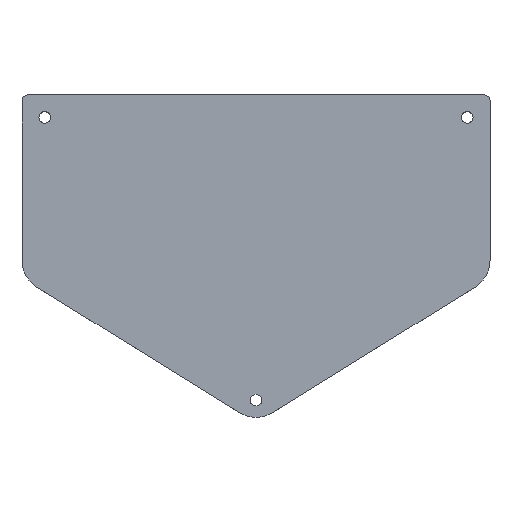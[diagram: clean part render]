
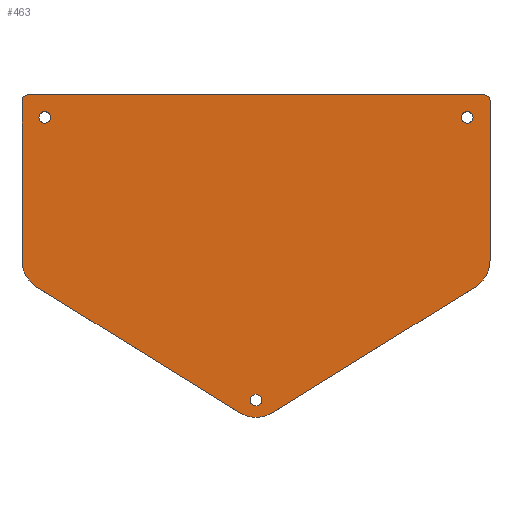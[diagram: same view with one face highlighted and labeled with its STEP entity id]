
A CAD part, top view. The second image highlights one B-rep face of the part: STEP entity #463.
In plain terms, the highlighted planar face has unit normal (0, 0, 1).
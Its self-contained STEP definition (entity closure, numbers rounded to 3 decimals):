
#24 = VERTEX_POINT('',#25);
#25 = CARTESIAN_POINT('',(70.268,43.554,3.397));
#31 = EDGE_CURVE('',#24,#32,#34,.T.);
#32 = VERTEX_POINT('',#33);
#33 = CARTESIAN_POINT('',(5.268,3.265,3.397));
#34 = LINE('',#35,#36);
#35 = CARTESIAN_POINT('',(70.268,43.554,3.397));
#36 = VECTOR('',#37,1.);
#37 = DIRECTION('',(-0.85,-0.527,0.));
#64 = VERTEX_POINT('',#65);
#65 = CARTESIAN_POINT('',(-5.268,3.265,3.397));
#71 = EDGE_CURVE('',#64,#32,#72,.T.);
#72 = CIRCLE('',#73,10.);
#73 = AXIS2_PLACEMENT_3D('',#74,#75,#76);
#74 = CARTESIAN_POINT('',(0.,11.765,3.397));
#75 = DIRECTION('',(0.,0.,1.));
#76 = DIRECTION('',(1.,0.,0.));
#95 = EDGE_CURVE('',#64,#96,#98,.T.);
#96 = VERTEX_POINT('',#97);
#97 = CARTESIAN_POINT('',(-70.268,43.554,3.397));
#98 = LINE('',#99,#100);
#99 = CARTESIAN_POINT('',(-5.268,3.265,3.397));
#100 = VECTOR('',#101,1.);
#101 = DIRECTION('',(-0.85,0.527,0.));
#128 = VERTEX_POINT('',#129);
#129 = CARTESIAN_POINT('',(-75.,52.054,3.397));
#135 = EDGE_CURVE('',#128,#96,#136,.T.);
#136 = CIRCLE('',#137,10.);
#137 = AXIS2_PLACEMENT_3D('',#138,#139,#140);
#138 = CARTESIAN_POINT('',(-65.,52.054,3.397));
#139 = DIRECTION('',(0.,0.,1.));
#140 = DIRECTION('',(1.,0.,0.));
#159 = EDGE_CURVE('',#128,#160,#162,.T.);
#160 = VERTEX_POINT('',#161);
#161 = CARTESIAN_POINT('',(-75.,103.2,3.397));
#162 = LINE('',#163,#164);
#163 = CARTESIAN_POINT('',(-75.,52.054,3.397));
#164 = VECTOR('',#165,1.);
#165 = DIRECTION('',(0.,1.,0.));
#192 = VERTEX_POINT('',#193);
#193 = CARTESIAN_POINT('',(-73.,105.2,3.397));
#199 = EDGE_CURVE('',#192,#160,#200,.T.);
#200 = CIRCLE('',#201,2.);
#201 = AXIS2_PLACEMENT_3D('',#202,#203,#204);
#202 = CARTESIAN_POINT('',(-73.,103.2,3.397));
#203 = DIRECTION('',(0.,0.,1.));
#204 = DIRECTION('',(1.,0.,0.));
#223 = EDGE_CURVE('',#192,#224,#226,.T.);
#224 = VERTEX_POINT('',#225);
#225 = CARTESIAN_POINT('',(73.,105.2,3.397));
#226 = LINE('',#227,#228);
#227 = CARTESIAN_POINT('',(-73.,105.2,3.397));
#228 = VECTOR('',#229,1.);
#229 = DIRECTION('',(1.,0.,0.));
#256 = VERTEX_POINT('',#257);
#257 = CARTESIAN_POINT('',(75.,103.2,3.397));
#263 = EDGE_CURVE('',#256,#224,#264,.T.);
#264 = CIRCLE('',#265,2.);
#265 = AXIS2_PLACEMENT_3D('',#266,#267,#268);
#266 = CARTESIAN_POINT('',(73.,103.2,3.397));
#267 = DIRECTION('',(0.,0.,1.));
#268 = DIRECTION('',(1.,0.,0.));
#287 = EDGE_CURVE('',#256,#288,#290,.T.);
#288 = VERTEX_POINT('',#289);
#289 = CARTESIAN_POINT('',(75.,52.054,3.397));
#290 = LINE('',#291,#292);
#291 = CARTESIAN_POINT('',(75.,103.2,3.397));
#292 = VECTOR('',#293,1.);
#293 = DIRECTION('',(0.,-1.,0.));
#318 = EDGE_CURVE('',#24,#288,#319,.T.);
#319 = CIRCLE('',#320,10.);
#320 = AXIS2_PLACEMENT_3D('',#321,#322,#323);
#321 = CARTESIAN_POINT('',(65.,52.054,3.397));
#322 = DIRECTION('',(0.,0.,1.));
#323 = DIRECTION('',(1.,0.,0.));
#344 = VERTEX_POINT('',#345);
#345 = CARTESIAN_POINT('',(69.567,97.9,3.397));
#351 = EDGE_CURVE('',#344,#344,#352,.T.);
#352 = CIRCLE('',#353,1.867);
#353 = AXIS2_PLACEMENT_3D('',#354,#355,#356);
#354 = CARTESIAN_POINT('',(67.7,97.9,3.397));
#355 = DIRECTION('',(0.,0.,1.));
#356 = DIRECTION('',(1.,0.,0.));
#377 = VERTEX_POINT('',#378);
#378 = CARTESIAN_POINT('',(-65.833,97.9,3.397));
#384 = EDGE_CURVE('',#377,#377,#385,.T.);
#385 = CIRCLE('',#386,1.867);
#386 = AXIS2_PLACEMENT_3D('',#387,#388,#389);
#387 = CARTESIAN_POINT('',(-67.7,97.9,3.397));
#388 = DIRECTION('',(0.,0.,1.));
#389 = DIRECTION('',(1.,0.,0.));
#410 = VERTEX_POINT('',#411);
#411 = CARTESIAN_POINT('',(1.867,7.3,3.397));
#417 = EDGE_CURVE('',#410,#410,#418,.T.);
#418 = CIRCLE('',#419,1.867);
#419 = AXIS2_PLACEMENT_3D('',#420,#421,#422);
#420 = CARTESIAN_POINT('',(0.,7.3,3.397));
#421 = DIRECTION('',(0.,0.,1.));
#422 = DIRECTION('',(1.,0.,0.));
#463 = ADVANCED_FACE('',(#464,#476,#479,#482),#485,.T.);
#464 = FACE_BOUND('',#465,.F.);
#465 = EDGE_LOOP('',(#466,#467,#468,#469,#470,#471,#472,#473,#474,#475)
  );
#466 = ORIENTED_EDGE('',*,*,#31,.T.);
#467 = ORIENTED_EDGE('',*,*,#71,.F.);
#468 = ORIENTED_EDGE('',*,*,#95,.T.);
#469 = ORIENTED_EDGE('',*,*,#135,.F.);
#470 = ORIENTED_EDGE('',*,*,#159,.T.);
#471 = ORIENTED_EDGE('',*,*,#199,.F.);
#472 = ORIENTED_EDGE('',*,*,#223,.T.);
#473 = ORIENTED_EDGE('',*,*,#263,.F.);
#474 = ORIENTED_EDGE('',*,*,#287,.T.);
#475 = ORIENTED_EDGE('',*,*,#318,.F.);
#476 = FACE_BOUND('',#477,.F.);
#477 = EDGE_LOOP('',(#478));
#478 = ORIENTED_EDGE('',*,*,#351,.T.);
#479 = FACE_BOUND('',#480,.F.);
#480 = EDGE_LOOP('',(#481));
#481 = ORIENTED_EDGE('',*,*,#384,.T.);
#482 = FACE_BOUND('',#483,.F.);
#483 = EDGE_LOOP('',(#484));
#484 = ORIENTED_EDGE('',*,*,#417,.T.);
#485 = PLANE('',#486);
#486 = AXIS2_PLACEMENT_3D('',#487,#488,#489);
#487 = CARTESIAN_POINT('',(0.,65.165,3.397));
#488 = DIRECTION('',(0.,0.,1.));
#489 = DIRECTION('',(1.,0.,0.));
